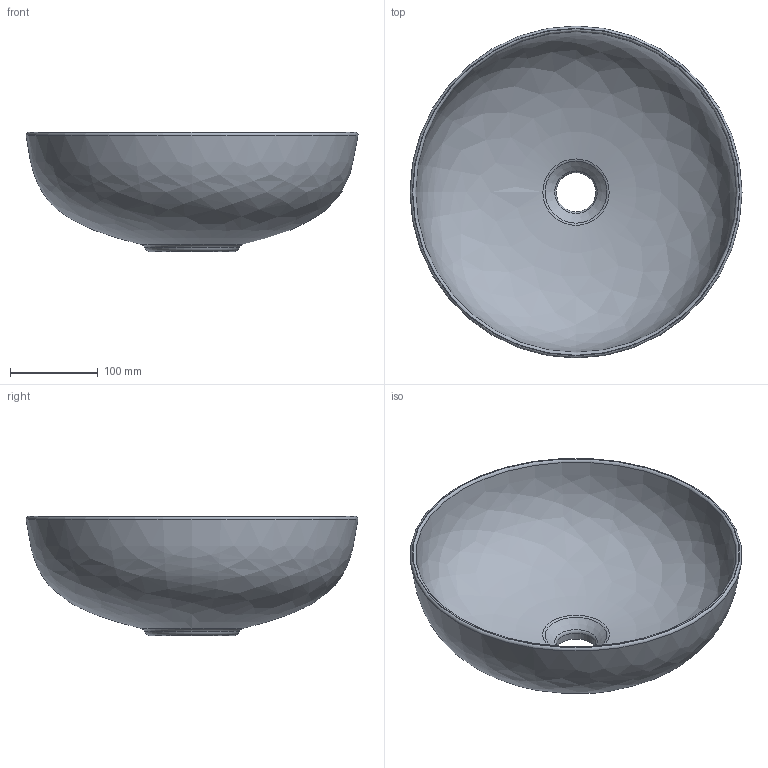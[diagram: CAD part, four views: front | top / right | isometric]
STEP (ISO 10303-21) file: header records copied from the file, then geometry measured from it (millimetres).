
FILE_DESCRIPTION(/* description */ (''),/* implementation_level */ '2;1');
FILE_NAME(/* name */ '1494 reva w1.stp',/* time_stamp */ '2019-09-25T16:43:38+03:00',/* author */ (''),/* organization */ (''),/* preprocessor_version */ 'ST-DEVELOPER v16',/* originating_system */ 'SIEMENS PLM Software NX 11.0',/* authorisation */ '');
FILE_SCHEMA (('AUTOMOTIVE_DESIGN { 1 0 10303 214 3 1 1 1 }'));
Length unit declared in the file: millimetre
Products named in the file (1): Dell0C70E080dhv4
Bounding box: 379.13 x 379.13 x 136.14 mm (x, y, z)
Volume: 1844179.5 mm3; surface area: 364688.9 mm2
Topology: 1 solids, 1 shells, 12 faces, 27 edges, 16 vertices
Faces by surface type: torus 6, revolution 2, cone 2, cylinder 1, plane 1
Full cylindrical faces by diameter (mm): 45 x1
Entity records: 310 total; most frequent: CARTESIAN_POINT 67, DIRECTION 48, FACE_BOUND 24, EDGE_LOOP 24, ORIENTED_EDGE 24, AXIS2_PLACEMENT_3D 23, ADVANCED_FACE 12, VERTEX_POINT 12
